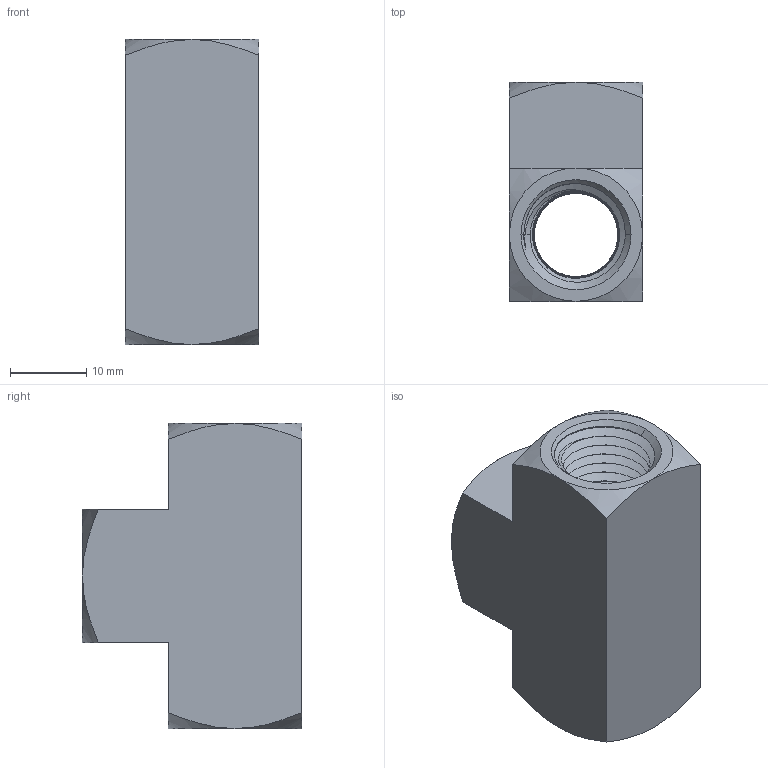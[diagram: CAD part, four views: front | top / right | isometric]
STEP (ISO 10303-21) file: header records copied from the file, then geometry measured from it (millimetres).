
FILE_DESCRIPTION (( 'STEP AP203' ), '1' );
FILE_NAME ('9151K42_High-Pressure Nickel-Plated Brass Pipe Fitting.STEP', '2021-07-09T22:42:46', ( 'Administrator' ), ( 'Managed by Terraform' ), 'SwSTEP 2.0', 'SolidWorks 2017', '' );
FILE_SCHEMA (( 'CONFIG_CONTROL_DESIGN' ));
Length unit declared in the file: inch
Products named in the file (1): 9151K42_High-Pressure Nickel-Plated Brass Pipe Fitting
Bounding box: 17.46 x 28.73 x 40.01 mm (x, y, z)
Volume: 9328.3 mm3; surface area: 6614.5 mm2
Topology: 1 solids, 1 shells, 102 faces, 284 edges, 183 vertices
Faces by surface type: cone 69, plane 16, cylinder 11, bspline 6
Entity records: 9794 total; most frequent: CARTESIAN_POINT 7398, ORIENTED_EDGE 568, DIRECTION 359, EDGE_CURVE 284, VERTEX_POINT 183, B_SPLINE_CURVE_WITH_KNOTS 156, AXIS2_PLACEMENT_3D 136, EDGE_LOOP 105
